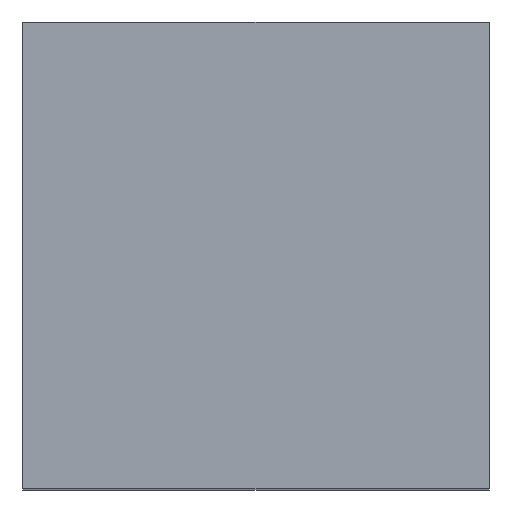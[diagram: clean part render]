
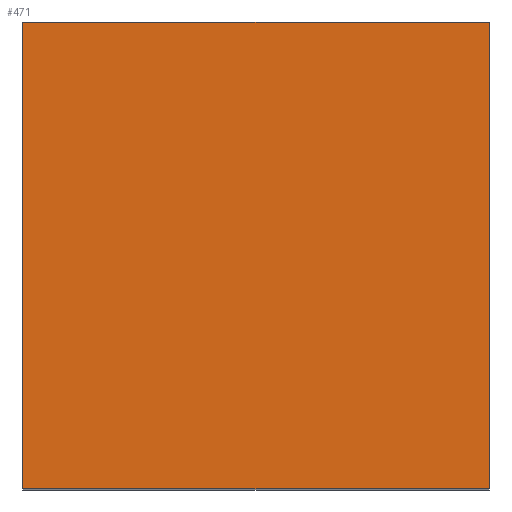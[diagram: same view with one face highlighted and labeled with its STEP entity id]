
A CAD part, top view. The second image highlights one B-rep face of the part: STEP entity #471.
In plain terms, the highlighted planar face has unit normal (0, 0, 1).
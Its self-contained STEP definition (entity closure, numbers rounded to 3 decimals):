
#14 = VERTEX_POINT ( 'NONE', #181 ) ;
#37 = VERTEX_POINT ( 'NONE', #203 ) ;
#38 = VERTEX_POINT ( 'NONE', #204 ) ;
#39 = VERTEX_POINT ( 'NONE', #205 ) ;
#181 = CARTESIAN_POINT ( 'NONE',  ( -10., 12.5, 20. ) ) ;
#203 = CARTESIAN_POINT ( 'NONE',  ( 15., 12.5, 20. ) ) ;
#204 = CARTESIAN_POINT ( 'NONE',  ( 15., -12.5, 20. ) ) ;
#205 = CARTESIAN_POINT ( 'NONE',  ( -10., -12.5, 20. ) ) ;
#375 = PLANE ( 'NONE',  #2863 ) ;
#376 = CARTESIAN_POINT ( 'NONE',  ( 2.5, 0., 20. ) ) ;
#381 = DIRECTION ( 'NONE',  ( 0., 0., 1. ) ) ;
#382 = DIRECTION ( 'NONE',  ( 1., 0., 0. ) ) ;
#471 = ADVANCED_FACE ( 'NONE', ( #867 ), #375, .T. ) ;
#867 = FACE_OUTER_BOUND ( 'NONE', #2281, .T. ) ;
#1156 = LINE ( 'NONE', #1926, #1166 ) ;
#1166 = VECTOR ( 'NONE', #1929, 1000. ) ;
#1167 = LINE ( 'NONE', #1932, #1178 ) ;
#1174 = LINE ( 'NONE', #1936, #1175 ) ;
#1175 = VECTOR ( 'NONE', #1937, 1000. ) ;
#1176 = LINE ( 'NONE', #1938, #1177 ) ;
#1177 = VECTOR ( 'NONE', #1939, 1000. ) ;
#1178 = VECTOR ( 'NONE', #1941, 1000. ) ;
#1926 = CARTESIAN_POINT ( 'NONE',  ( -10., 0., 20. ) ) ;
#1929 = DIRECTION ( 'NONE',  ( 0., -1., 0. ) ) ;
#1932 = CARTESIAN_POINT ( 'NONE',  ( 15., -12.5, 20. ) ) ;
#1936 = CARTESIAN_POINT ( 'NONE',  ( -10., 12.5, 20. ) ) ;
#1937 = DIRECTION ( 'NONE',  ( 1., 0., 0. ) ) ;
#1938 = CARTESIAN_POINT ( 'NONE',  ( 15., 12.5, 20. ) ) ;
#1939 = DIRECTION ( 'NONE',  ( 0., -1., 0. ) ) ;
#1941 = DIRECTION ( 'NONE',  ( -1., 0., 0. ) ) ;
#2281 = EDGE_LOOP ( 'NONE', ( #2516, #2517, #2518, #2519 ) ) ;
#2516 = ORIENTED_EDGE ( 'NONE', *, *, #2707, .F. ) ;
#2517 = ORIENTED_EDGE ( 'NONE', *, *, #2706, .F. ) ;
#2518 = ORIENTED_EDGE ( 'NONE', *, *, #2702, .T. ) ;
#2519 = ORIENTED_EDGE ( 'NONE', *, *, #2708, .F. ) ;
#2702 = EDGE_CURVE ( 'NONE', #14, #39, #1156, .T. ) ;
#2706 = EDGE_CURVE ( 'NONE', #14, #37, #1174, .T. ) ;
#2707 = EDGE_CURVE ( 'NONE', #37, #38, #1176, .T. ) ;
#2708 = EDGE_CURVE ( 'NONE', #38, #39, #1167, .T. ) ;
#2863 = AXIS2_PLACEMENT_3D ( 'NONE', #376, #381, #382 ) ;
